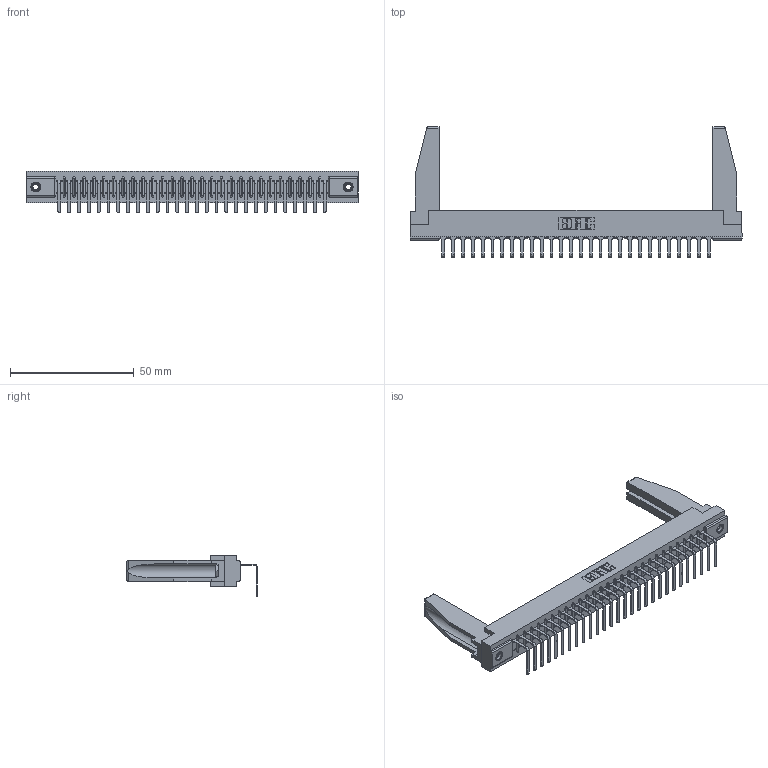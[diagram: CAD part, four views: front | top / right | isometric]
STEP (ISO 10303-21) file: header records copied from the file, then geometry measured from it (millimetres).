
FILE_DESCRIPTION (( 'STEP AP203' ), '1' );
FILE_NAME ('307-028-558-178.STEP', '2019-09-05T13:39:35', ( '' ), ( '' ), 'SwSTEP 2.0', 'SolidWorks 2016', '' );
FILE_SCHEMA (( 'CONFIG_CONTROL_DESIGN' ));
Length unit declared in the file: inch
Products named in the file (5): 307-290-001_558 - 2 (Single); 307-220-078; 307 Part_.156 Dia Mounting Holes; 307-028-558-178; 345-250-001_345-250-001-102
Assembly tree (33 placements, depth 2):
  307-028-558-178
    307 Part_.156 Dia Mounting Holes
    307-290-001_558 - 2 (Single)  x28
    307-220-078  x2
    345-250-001_345-250-001-102  x2
Bounding box: 133.96 x 52.67 x 16.8 mm (x, y, z)
Volume: 17947.1 mm3; surface area: 19263.3 mm2
Topology: 33 solids, 33 shells, 1957 faces, 5525 edges, 3558 vertices
Faces by surface type: plane 1246, cylinder 637, sphere 58, cone 12, torus 4
Entity records: 28273 total; most frequent: CARTESIAN_POINT 4758, ORIENTED_EDGE 4700, DIRECTION 4592, EDGE_CURVE 2350, LINE 1800, VECTOR 1800, VERTEX_POINT 1520, AXIS2_PLACEMENT_3D 1396
